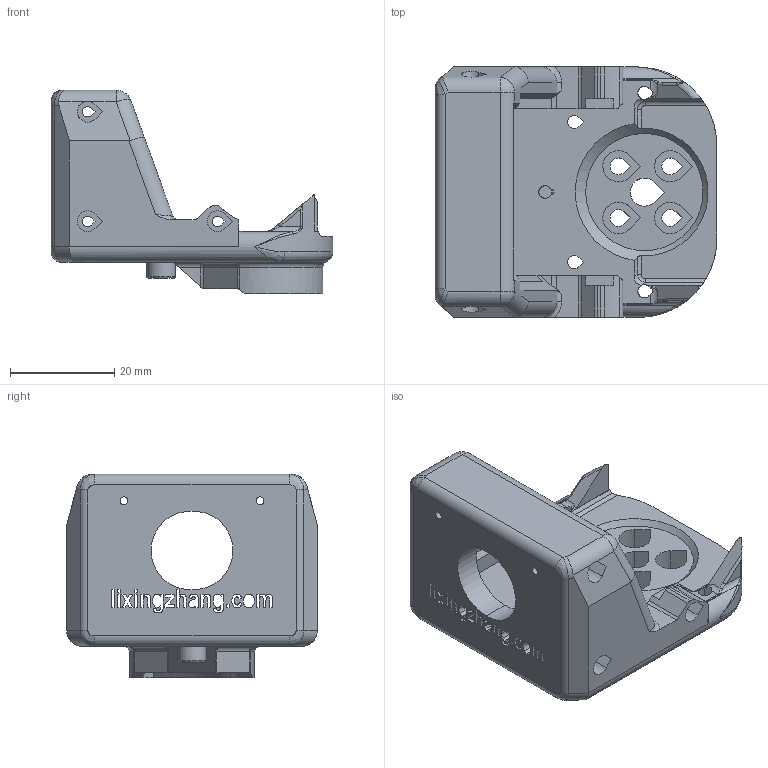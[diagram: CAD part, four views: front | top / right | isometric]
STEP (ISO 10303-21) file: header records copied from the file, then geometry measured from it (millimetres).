
FILE_DESCRIPTION(/* description */ (''),/* implementation_level */ '2;1');
FILE_NAME(/* name */ 'Gimbal_Yaw_new.step',/* time_stamp */ '2025-09-20T13:23:34+02:00',/* author */ (''),/* organization */ (''),/* preprocessor_version */ 'ST-DEVELOPER v20.1',/* originating_system */ 'Autodesk Translation Framework v14.17.0.0',/* authorisation */ '');
FILE_SCHEMA (('AUTOMOTIVE_DESIGN { 1 0 10303 214 3 1 1 }'));
Length unit declared in the file: millimetre
Products named in the file (2): Wrist_Roll_08c; BSHCS ASME B18.3.1M - M3x0.5 x 6 Steel Grade 2 Plain
Assembly tree (1 placements, depth 2):
  Wrist_Roll_08c
    BSHCS ASME B18.3.1M - M3x0.5 x 6 Steel Grade 2 Plain
Bounding box: 54 x 48 x 39 mm (x, y, z)
Volume: 25742.9 mm3; surface area: 13331 mm2
Topology: 2 solids, 2 shells, 516 faces, 1452 edges, 946 vertices
Faces by surface type: plane 253, bspline 157, cylinder 92, torus 7, sphere 4, cone 3
Full cylindrical faces by diameter (mm): 1.5 x2, 2.927 x1, 5.5 x1
Entity records: 18675 total; most frequent: CARTESIAN_POINT 6052, ORIENTED_EDGE 2900, DIRECTION 2103, EDGE_CURVE 1450, VERTEX_POINT 946, LINE 897, VECTOR 897, AXIS2_PLACEMENT_3D 603
